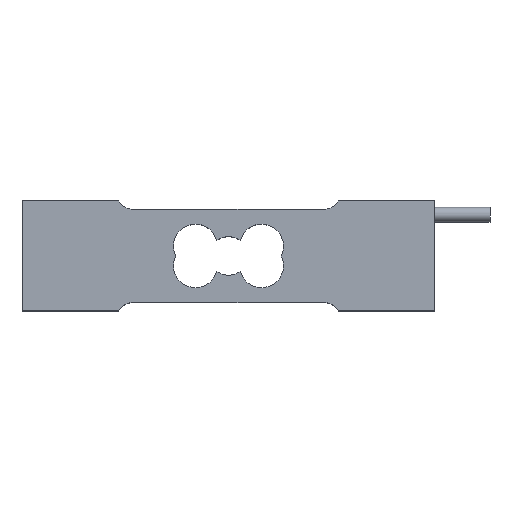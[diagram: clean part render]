
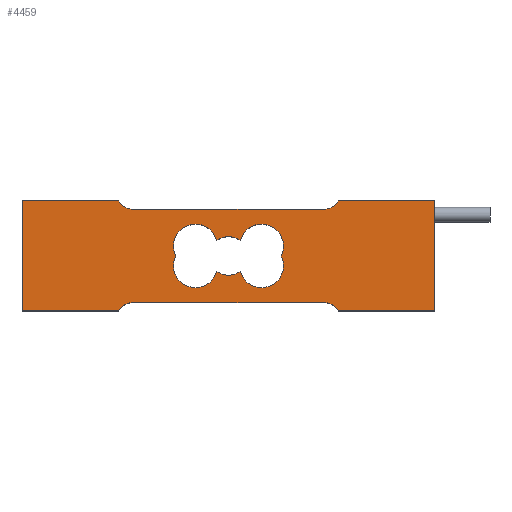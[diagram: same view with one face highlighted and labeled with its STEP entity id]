
A CAD part, top view. The second image highlights one B-rep face of the part: STEP entity #4459.
In plain terms, the highlighted planar face has unit normal (0, 0, 1).
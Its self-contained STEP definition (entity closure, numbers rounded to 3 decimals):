
#28=FACE_BOUND('',#659,.T.);
#72=PLANE('',#4772);
#119=CIRCLE('',#4738,6.);
#120=CIRCLE('',#4740,6.);
#123=CIRCLE('',#4744,6.);
#124=CIRCLE('',#4746,6.);
#127=CIRCLE('',#4751,7.);
#129=CIRCLE('',#4754,8.);
#131=CIRCLE('',#4757,8.);
#133=CIRCLE('',#4760,7.);
#135=CIRCLE('',#4763,8.);
#137=CIRCLE('',#4766,8.);
#393=FACE_OUTER_BOUND('',#658,.T.);
#658=EDGE_LOOP('',(#3944,#3945,#3946,#3947,#3948,#3949,#3950,#3951,#3952,
#3953,#3954,#3955));
#659=EDGE_LOOP('',(#3956,#3957,#3958,#3959,#3960,#3961));
#1263=LINE('',#17891,#1488);
#1271=LINE('',#17930,#1496);
#1274=LINE('',#17936,#1499);
#1275=LINE('',#17939,#1500);
#1278=LINE('',#17945,#1503);
#1283=LINE('',#17954,#1508);
#1284=LINE('',#17956,#1509);
#1285=LINE('',#17957,#1510);
#1488=VECTOR('',#5522,10.);
#1496=VECTOR('',#5568,10.);
#1499=VECTOR('',#5573,10.);
#1500=VECTOR('',#5576,10.);
#1503=VECTOR('',#5581,10.);
#1508=VECTOR('',#5588,10.);
#1509=VECTOR('',#5591,10.);
#1510=VECTOR('',#5592,10.);
#1912=VERTEX_POINT('',#17857);
#1913=VERTEX_POINT('',#17859);
#1914=VERTEX_POINT('',#17863);
#1915=VERTEX_POINT('',#17864);
#1920=VERTEX_POINT('',#17875);
#1921=VERTEX_POINT('',#17877);
#1922=VERTEX_POINT('',#17881);
#1923=VERTEX_POINT('',#17882);
#1928=VERTEX_POINT('',#17896);
#1929=VERTEX_POINT('',#17898);
#1931=VERTEX_POINT('',#17904);
#1933=VERTEX_POINT('',#17910);
#1935=VERTEX_POINT('',#17916);
#1937=VERTEX_POINT('',#17922);
#1939=VERTEX_POINT('',#17934);
#1940=VERTEX_POINT('',#17938);
#1942=VERTEX_POINT('',#17944);
#1945=VERTEX_POINT('',#17952);
#2577=EDGE_CURVE('',#1912,#1913,#119,.T.);
#2579=EDGE_CURVE('',#1914,#1915,#120,.T.);
#2585=EDGE_CURVE('',#1920,#1921,#123,.T.);
#2587=EDGE_CURVE('',#1922,#1923,#124,.F.);
#2592=EDGE_CURVE('',#1920,#1922,#1263,.T.);
#2595=EDGE_CURVE('',#1929,#1928,#127,.T.);
#2598=EDGE_CURVE('',#1931,#1929,#129,.T.);
#2601=EDGE_CURVE('',#1933,#1931,#131,.T.);
#2604=EDGE_CURVE('',#1935,#1933,#133,.T.);
#2608=EDGE_CURVE('',#1928,#1937,#135,.T.);
#2610=EDGE_CURVE('',#1937,#1935,#137,.T.);
#2612=EDGE_CURVE('',#1912,#1915,#1271,.T.);
#2615=EDGE_CURVE('',#1939,#1923,#1274,.T.);
#2616=EDGE_CURVE('',#1921,#1940,#1275,.T.);
#2619=EDGE_CURVE('',#1942,#1913,#1278,.T.);
#2624=EDGE_CURVE('',#1914,#1945,#1283,.T.);
#2625=EDGE_CURVE('',#1942,#1939,#1284,.T.);
#2626=EDGE_CURVE('',#1940,#1945,#1285,.T.);
#3944=ORIENTED_EDGE('',*,*,#2592,.T.);
#3945=ORIENTED_EDGE('',*,*,#2587,.T.);
#3946=ORIENTED_EDGE('',*,*,#2615,.F.);
#3947=ORIENTED_EDGE('',*,*,#2625,.F.);
#3948=ORIENTED_EDGE('',*,*,#2619,.T.);
#3949=ORIENTED_EDGE('',*,*,#2577,.F.);
#3950=ORIENTED_EDGE('',*,*,#2612,.T.);
#3951=ORIENTED_EDGE('',*,*,#2579,.F.);
#3952=ORIENTED_EDGE('',*,*,#2624,.T.);
#3953=ORIENTED_EDGE('',*,*,#2626,.F.);
#3954=ORIENTED_EDGE('',*,*,#2616,.F.);
#3955=ORIENTED_EDGE('',*,*,#2585,.F.);
#3956=ORIENTED_EDGE('',*,*,#2604,.T.);
#3957=ORIENTED_EDGE('',*,*,#2601,.T.);
#3958=ORIENTED_EDGE('',*,*,#2598,.T.);
#3959=ORIENTED_EDGE('',*,*,#2595,.T.);
#3960=ORIENTED_EDGE('',*,*,#2608,.T.);
#3961=ORIENTED_EDGE('',*,*,#2610,.T.);
#4459=ADVANCED_FACE('',(#393,#28),#72,.T.);
#4738=AXIS2_PLACEMENT_3D('',#17860,#5492,#5493);
#4740=AXIS2_PLACEMENT_3D('',#17865,#5497,#5498);
#4744=AXIS2_PLACEMENT_3D('',#17878,#5508,#5509);
#4746=AXIS2_PLACEMENT_3D('',#17883,#5513,#5514);
#4751=AXIS2_PLACEMENT_3D('',#17899,#5528,#5529);
#4754=AXIS2_PLACEMENT_3D('',#17905,#5535,#5536);
#4757=AXIS2_PLACEMENT_3D('',#17911,#5542,#5543);
#4760=AXIS2_PLACEMENT_3D('',#17917,#5549,#5550);
#4763=AXIS2_PLACEMENT_3D('',#17924,#5557,#5558);
#4766=AXIS2_PLACEMENT_3D('',#17927,#5563,#5564);
#4772=AXIS2_PLACEMENT_3D('',#17955,#5589,#5590);
#5492=DIRECTION('center_axis',(0.,0.,1.));
#5493=DIRECTION('ref_axis',(-0.866,0.5,0.));
#5497=DIRECTION('center_axis',(0.,0.,1.));
#5498=DIRECTION('ref_axis',(0.866,0.5,0.));
#5508=DIRECTION('center_axis',(0.,0.,1.));
#5509=DIRECTION('ref_axis',(0.866,-0.5,0.));
#5513=DIRECTION('center_axis',(0.,0.,1.));
#5514=DIRECTION('ref_axis',(-0.866,-0.5,0.));
#5522=DIRECTION('',(-1.,0.,0.));
#5528=DIRECTION('center_axis',(0.,0.,-1.));
#5529=DIRECTION('ref_axis',(1.,0.,0.));
#5535=DIRECTION('center_axis',(0.,0.,-1.));
#5536=DIRECTION('ref_axis',(1.,0.,0.));
#5542=DIRECTION('center_axis',(0.,0.,-1.));
#5543=DIRECTION('ref_axis',(1.,0.,0.));
#5549=DIRECTION('center_axis',(0.,0.,-1.));
#5550=DIRECTION('ref_axis',(1.,0.,0.));
#5557=DIRECTION('center_axis',(0.,0.,-1.));
#5558=DIRECTION('ref_axis',(1.,0.,0.));
#5563=DIRECTION('center_axis',(0.,0.,-1.));
#5564=DIRECTION('ref_axis',(1.,0.,0.));
#5568=DIRECTION('',(1.,0.,0.));
#5573=DIRECTION('',(1.,0.,0.));
#5576=DIRECTION('',(1.,0.,0.));
#5581=DIRECTION('',(1.,0.,0.));
#5588=DIRECTION('',(1.,0.,0.));
#5589=DIRECTION('center_axis',(0.,0.,1.));
#5590=DIRECTION('ref_axis',(0.,-1.,0.));
#5591=DIRECTION('',(0.,1.,0.));
#5592=DIRECTION('',(0.,-1.,0.));
#17857=CARTESIAN_POINT('',(-34.804,-17.,12.7));
#17859=CARTESIAN_POINT('',(-40.,-20.,12.7));
#17860=CARTESIAN_POINT('Origin',(-34.804,-23.,12.7));
#17863=CARTESIAN_POINT('',(40.,-20.,12.7));
#17864=CARTESIAN_POINT('',(34.804,-17.,12.7));
#17865=CARTESIAN_POINT('Origin',(34.804,-23.,12.7));
#17875=CARTESIAN_POINT('',(34.804,17.,12.7));
#17877=CARTESIAN_POINT('',(40.,20.,12.7));
#17878=CARTESIAN_POINT('Origin',(34.804,23.,12.7));
#17881=CARTESIAN_POINT('',(-34.804,17.,12.7));
#17882=CARTESIAN_POINT('',(-40.,20.,12.7));
#17883=CARTESIAN_POINT('Origin',(-34.804,23.,12.7));
#17891=CARTESIAN_POINT('',(-20.,17.,12.7));
#17896=CARTESIAN_POINT('',(4.258,5.556,12.7));
#17898=CARTESIAN_POINT('',(-4.258,5.556,12.7));
#17899=CARTESIAN_POINT('Origin',(0.,0.,12.7));
#17904=CARTESIAN_POINT('',(-19.174,0.,12.7));
#17905=CARTESIAN_POINT('Origin',(-12.,3.54,12.7));
#17910=CARTESIAN_POINT('',(-4.258,-5.556,12.7));
#17911=CARTESIAN_POINT('Origin',(-12.,-3.54,12.7));
#17916=CARTESIAN_POINT('',(4.258,-5.556,12.7));
#17917=CARTESIAN_POINT('Origin',(0.,0.,12.7));
#17922=CARTESIAN_POINT('',(19.174,0.,12.7));
#17924=CARTESIAN_POINT('Origin',(12.,3.54,12.7));
#17927=CARTESIAN_POINT('Origin',(12.,-3.54,12.7));
#17930=CARTESIAN_POINT('',(20.,-17.,12.7));
#17934=CARTESIAN_POINT('',(-75.,20.,12.7));
#17936=CARTESIAN_POINT('',(0.,20.,12.7));
#17938=CARTESIAN_POINT('',(75.,20.,12.7));
#17939=CARTESIAN_POINT('',(0.,20.,12.7));
#17944=CARTESIAN_POINT('',(-75.,-20.,12.7));
#17945=CARTESIAN_POINT('',(0.,-20.,12.7));
#17952=CARTESIAN_POINT('',(75.,-20.,12.7));
#17954=CARTESIAN_POINT('',(0.,-20.,12.7));
#17955=CARTESIAN_POINT('Origin',(0.,20.,12.7));
#17956=CARTESIAN_POINT('',(-75.,-20.,12.7));
#17957=CARTESIAN_POINT('',(75.,-20.,12.7));
